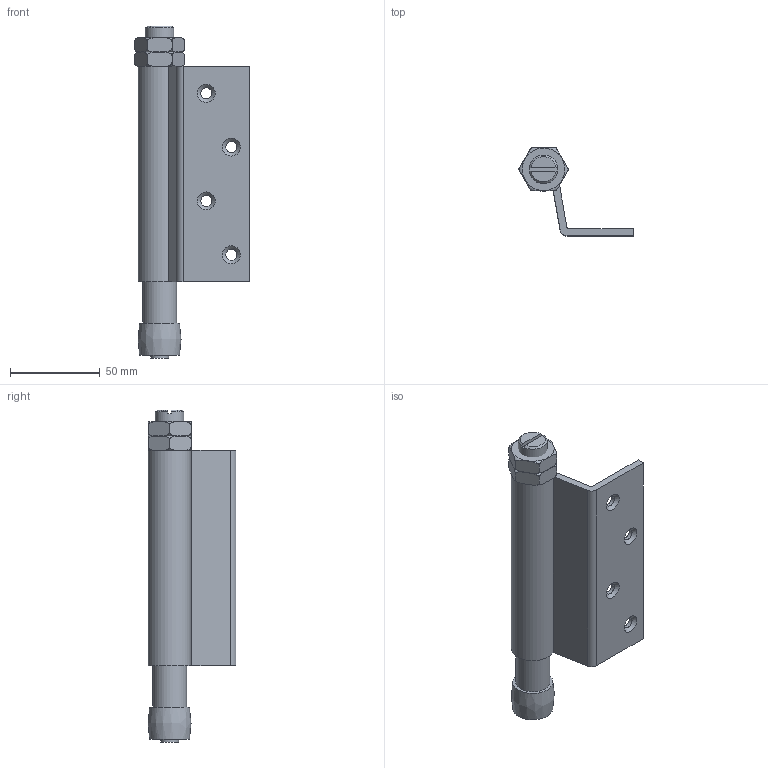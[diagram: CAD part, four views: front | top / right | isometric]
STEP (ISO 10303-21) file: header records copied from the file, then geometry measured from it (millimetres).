
FILE_DESCRIPTION(/* description */ (''),/* implementation_level */ '2;1');
FILE_NAME(/* name */ '1108E.stp',/* time_stamp */ '2019-12-18T11:54:35+01:00',/* author */ ('DOMINIQUE'),/* organization */ (''),/* preprocessor_version */ 'ST-DEVELOPER v17.2',/* originating_system */ 'Autodesk Inventor 2019',/* authorisation */ '');
FILE_SCHEMA (('CONFIG_CONTROL_DESIGN'));
Length unit declared in the file: millimetre
Products named in the file (7): 1108EL; 15664; 13589; 13529; 15791; 06016; 15266
Assembly tree (7 placements, depth 2):
  1108EL
    15664
    13589
    13529
    15791
    06016  x2
    15266
Bounding box: 63.86 x 49 x 185 mm (x, y, z)
Volume: 106929.7 mm3; surface area: 50788.6 mm2
Topology: 7 solids, 7 shells, 96 faces, 254 edges, 173 vertices
Faces by surface type: plane 64, cylinder 21, cone 6, torus 4, bspline 1
Full cylindrical faces by diameter (mm): 6.2 x4, 10 x2, 13.835 x2, 14 x1, 14.3 x1, 16 x1, 16.5 x1, 18 x1, 18.5 x1, 19 x1
Entity records: 2875 total; most frequent: CARTESIAN_POINT 705, DIRECTION 433, ORIENTED_EDGE 380, EDGE_CURVE 190, AXIS2_PLACEMENT_3D 175, VERTEX_POINT 130, EDGE_LOOP 92, CIRCLE 89
